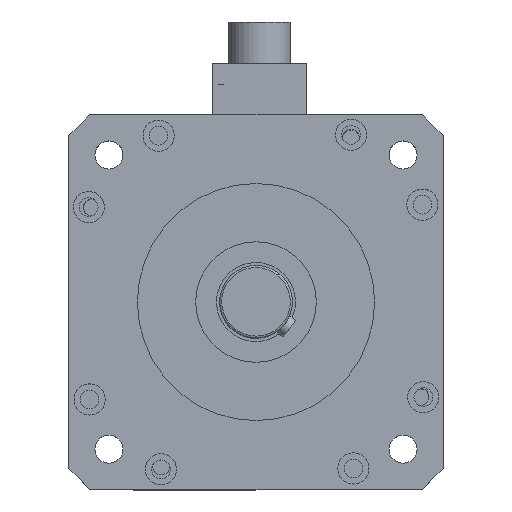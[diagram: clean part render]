
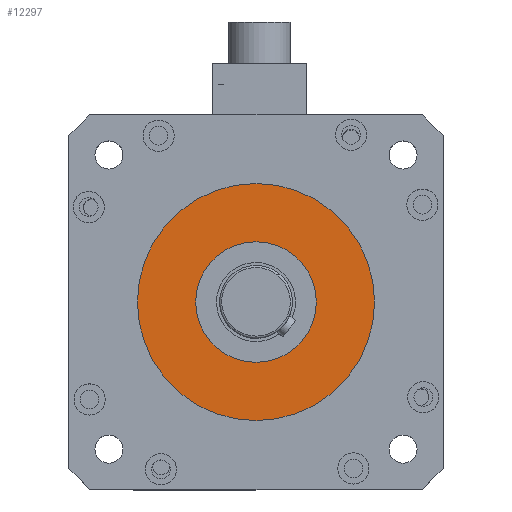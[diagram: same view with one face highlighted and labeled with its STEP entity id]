
A CAD part, top view. The second image highlights one B-rep face of the part: STEP entity #12297.
In plain terms, the highlighted planar face has unit normal (0, 0, 1).
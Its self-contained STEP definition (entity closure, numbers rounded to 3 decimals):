
#797 = DIRECTION ( 'NONE',  ( 0., 0., 1. ) ) ;
#872 = FACE_BOUND ( 'NONE', #7636, .T. ) ;
#1082 = CARTESIAN_POINT ( 'NONE',  ( 90., 90., 3.2 ) ) ;
#1474 = DIRECTION ( 'NONE',  ( 1., 0., 0. ) ) ;
#1808 = CARTESIAN_POINT ( 'NONE',  ( 90., 90., 3.2 ) ) ;
#1810 = DIRECTION ( 'NONE',  ( 1., 0., 0. ) ) ;
#1856 = AXIS2_PLACEMENT_3D ( 'NONE', #10486, #797, #1810 ) ;
#2017 = EDGE_CURVE ( 'NONE', #8951, #3038, #2095, .T. ) ;
#2056 = DIRECTION ( 'NONE',  ( 1., 0., 0. ) ) ;
#2095 = CIRCLE ( 'NONE', #10293, 29. ) ;
#2186 = VERTEX_POINT ( 'NONE', #4454 ) ;
#2310 = FACE_OUTER_BOUND ( 'NONE', #3947, .T. ) ;
#2677 = EDGE_CURVE ( 'NONE', #11697, #2186, #11047, .T. ) ;
#3038 = VERTEX_POINT ( 'NONE', #5819 ) ;
#3714 = DIRECTION ( 'NONE',  ( 0., 0., 1. ) ) ;
#3797 = CARTESIAN_POINT ( 'NONE',  ( 61., 90., 3.2 ) ) ;
#3947 = EDGE_LOOP ( 'NONE', ( #9569, #5631 ) ) ;
#4454 = CARTESIAN_POINT ( 'NONE',  ( 33., 90., 3.2 ) ) ;
#4765 = DIRECTION ( 'NONE',  ( 1., 0., 0. ) ) ;
#5290 = DIRECTION ( 'NONE',  ( 0., 0., 1. ) ) ;
#5631 = ORIENTED_EDGE ( 'NONE', *, *, #2677, .T. ) ;
#5819 = CARTESIAN_POINT ( 'NONE',  ( 119., 90., 3.2 ) ) ;
#5916 = EDGE_CURVE ( 'NONE', #3038, #8951, #10373, .T. ) ;
#5995 = CARTESIAN_POINT ( 'NONE',  ( 90., 90., 3.2 ) ) ;
#6366 = AXIS2_PLACEMENT_3D ( 'NONE', #12648, #7555, #1474 ) ;
#6445 = PLANE ( 'NONE',  #1856 ) ;
#6650 = AXIS2_PLACEMENT_3D ( 'NONE', #1808, #6832, #9924 ) ;
#6825 = AXIS2_PLACEMENT_3D ( 'NONE', #5995, #3714, #4765 ) ;
#6832 = DIRECTION ( 'NONE',  ( 0., 0., 1. ) ) ;
#7555 = DIRECTION ( 'NONE',  ( 0., 0., 1. ) ) ;
#7636 = EDGE_LOOP ( 'NONE', ( #7718, #8972 ) ) ;
#7718 = ORIENTED_EDGE ( 'NONE', *, *, #5916, .F. ) ;
#8951 = VERTEX_POINT ( 'NONE', #3797 ) ;
#8972 = ORIENTED_EDGE ( 'NONE', *, *, #2017, .F. ) ;
#9569 = ORIENTED_EDGE ( 'NONE', *, *, #10270, .T. ) ;
#9924 = DIRECTION ( 'NONE',  ( 1., 0., 0. ) ) ;
#10015 = CARTESIAN_POINT ( 'NONE',  ( 147., 90., 3.2 ) ) ;
#10270 = EDGE_CURVE ( 'NONE', #2186, #11697, #11939, .T. ) ;
#10293 = AXIS2_PLACEMENT_3D ( 'NONE', #1082, #5290, #2056 ) ;
#10373 = CIRCLE ( 'NONE', #6825, 29. ) ;
#10486 = CARTESIAN_POINT ( 'NONE',  ( 90., 90., 3.2 ) ) ;
#11047 = CIRCLE ( 'NONE', #6366, 57. ) ;
#11697 = VERTEX_POINT ( 'NONE', #10015 ) ;
#11939 = CIRCLE ( 'NONE', #6650, 57. ) ;
#12297 = ADVANCED_FACE ( 'NONE', ( #872, #2310 ), #6445, .T. ) ;
#12648 = CARTESIAN_POINT ( 'NONE',  ( 90., 90., 3.2 ) ) ;
